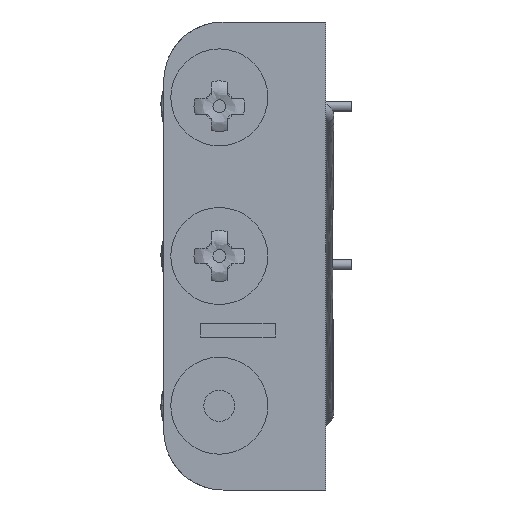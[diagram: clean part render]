
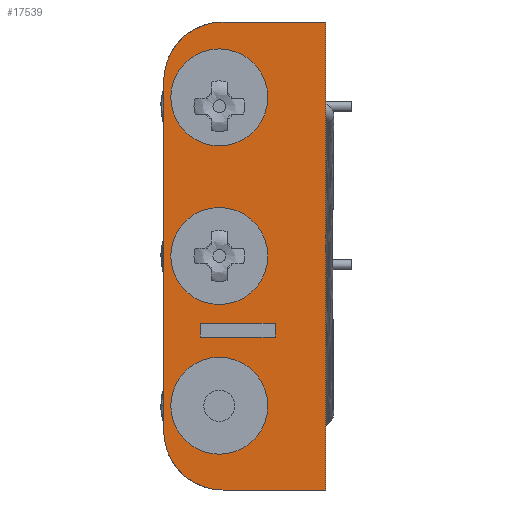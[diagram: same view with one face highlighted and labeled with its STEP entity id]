
A CAD part, left-side view. The second image highlights one B-rep face of the part: STEP entity #17539.
In plain terms, the highlighted planar face has unit normal (-1, 0, 0).
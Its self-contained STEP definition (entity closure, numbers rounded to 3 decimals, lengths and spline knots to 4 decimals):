
#779=FACE_BOUND('',#1875,.T.);
#780=FACE_BOUND('',#1876,.T.);
#781=FACE_BOUND('',#1877,.T.);
#782=FACE_BOUND('',#1878,.T.);
#865=FACE_OUTER_BOUND('',#1874,.T.);
#1874=EDGE_LOOP('',(#11786,#11787,#11788,#11789,#11790,#11791));
#1875=EDGE_LOOP('',(#11792));
#1876=EDGE_LOOP('',(#11793));
#1877=EDGE_LOOP('',(#11794));
#1878=EDGE_LOOP('',(#11795,#11796,#11797,#11798));
#2830=CIRCLE('',#18537,0.1875);
#2832=CIRCLE('',#18543,0.1875);
#2846=CIRCLE('',#18567,0.153);
#2847=CIRCLE('',#18568,0.153);
#2848=CIRCLE('',#18569,0.153);
#3590=LINE('',#26698,#5444);
#3597=LINE('',#26709,#5451);
#3612=LINE('',#26737,#5466);
#3617=LINE('',#26746,#5471);
#3636=LINE('',#26806,#5490);
#3637=LINE('',#26808,#5491);
#3638=LINE('',#26810,#5492);
#3639=LINE('',#26811,#5493);
#5444=VECTOR('',#20204,39.3701);
#5451=VECTOR('',#20213,39.3701);
#5466=VECTOR('',#20240,39.3701);
#5471=VECTOR('',#20249,39.3701);
#5490=VECTOR('',#20296,39.3701);
#5491=VECTOR('',#20297,39.3701);
#5492=VECTOR('',#20298,39.3701);
#5493=VECTOR('',#20299,39.3701);
#7422=VERTEX_POINT('',#26669);
#7423=VERTEX_POINT('',#26671);
#7426=VERTEX_POINT('',#26685);
#7427=VERTEX_POINT('',#26687);
#7429=VERTEX_POINT('',#26697);
#7432=VERTEX_POINT('',#26707);
#7464=VERTEX_POINT('',#26798);
#7465=VERTEX_POINT('',#26800);
#7466=VERTEX_POINT('',#26802);
#7467=VERTEX_POINT('',#26804);
#7468=VERTEX_POINT('',#26805);
#7469=VERTEX_POINT('',#26807);
#7470=VERTEX_POINT('',#26809);
#9112=EDGE_CURVE('',#7422,#7423,#2830,.T.);
#9120=EDGE_CURVE('',#7426,#7427,#2832,.T.);
#9126=EDGE_CURVE('',#7427,#7429,#3590,.T.);
#9133=EDGE_CURVE('',#7432,#7422,#3597,.T.);
#9151=EDGE_CURVE('',#7423,#7426,#3612,.T.);
#9156=EDGE_CURVE('',#7429,#7432,#3617,.T.);
#9184=EDGE_CURVE('',#7464,#7464,#2846,.T.);
#9185=EDGE_CURVE('',#7465,#7465,#2847,.T.);
#9186=EDGE_CURVE('',#7466,#7466,#2848,.T.);
#9187=EDGE_CURVE('',#7467,#7468,#3636,.T.);
#9188=EDGE_CURVE('',#7469,#7467,#3637,.T.);
#9189=EDGE_CURVE('',#7470,#7469,#3638,.T.);
#9190=EDGE_CURVE('',#7468,#7470,#3639,.T.);
#11786=ORIENTED_EDGE('',*,*,#9112,.F.);
#11787=ORIENTED_EDGE('',*,*,#9133,.F.);
#11788=ORIENTED_EDGE('',*,*,#9156,.F.);
#11789=ORIENTED_EDGE('',*,*,#9126,.F.);
#11790=ORIENTED_EDGE('',*,*,#9120,.F.);
#11791=ORIENTED_EDGE('',*,*,#9151,.F.);
#11792=ORIENTED_EDGE('',*,*,#9184,.F.);
#11793=ORIENTED_EDGE('',*,*,#9185,.F.);
#11794=ORIENTED_EDGE('',*,*,#9186,.F.);
#11795=ORIENTED_EDGE('',*,*,#9187,.F.);
#11796=ORIENTED_EDGE('',*,*,#9188,.F.);
#11797=ORIENTED_EDGE('',*,*,#9189,.F.);
#11798=ORIENTED_EDGE('',*,*,#9190,.F.);
#15907=PLANE('',#18566);
#17539=ADVANCED_FACE('',(#865,#779,#780,#781,#782),#15907,.F.);
#18537=AXIS2_PLACEMENT_3D('',#26672,#20174,#20175);
#18543=AXIS2_PLACEMENT_3D('',#26688,#20192,#20193);
#18566=AXIS2_PLACEMENT_3D('',#26797,#20288,#20289);
#18567=AXIS2_PLACEMENT_3D('',#26799,#20290,#20291);
#18568=AXIS2_PLACEMENT_3D('',#26801,#20292,#20293);
#18569=AXIS2_PLACEMENT_3D('',#26803,#20294,#20295);
#20174=DIRECTION('center_axis',(1.,0.,0.));
#20175=DIRECTION('ref_axis',(0.,0.,-1.));
#20192=DIRECTION('center_axis',(1.,0.,0.));
#20193=DIRECTION('ref_axis',(0.,0.,1.));
#20204=DIRECTION('',(0.,-1.,0.));
#20213=DIRECTION('',(0.,1.,0.));
#20240=DIRECTION('',(0.,0.,1.));
#20249=DIRECTION('',(0.,0.,-1.));
#20288=DIRECTION('center_axis',(1.,0.,0.));
#20289=DIRECTION('ref_axis',(0.,0.,-1.));
#20290=DIRECTION('center_axis',(-1.,0.,0.));
#20291=DIRECTION('ref_axis',(0.,0.,1.));
#20292=DIRECTION('center_axis',(-1.,0.,0.));
#20293=DIRECTION('ref_axis',(0.,0.,1.));
#20294=DIRECTION('center_axis',(-1.,0.,0.));
#20295=DIRECTION('ref_axis',(0.,0.,1.));
#20296=DIRECTION('',(0.,0.,1.));
#20297=DIRECTION('',(0.,-1.,0.));
#20298=DIRECTION('',(0.,0.,-1.));
#20299=DIRECTION('',(0.,1.,0.));
#26669=CARTESIAN_POINT('',(-0.7048,-0.0868,-0.8076));
#26671=CARTESIAN_POINT('',(-0.7048,0.1007,-0.6201));
#26672=CARTESIAN_POINT('Origin',(-0.7048,-0.0868,
-0.6201));
#26685=CARTESIAN_POINT('',(-0.7048,0.1007,0.4813));
#26687=CARTESIAN_POINT('',(-0.7048,-0.0868,0.6688));
#26688=CARTESIAN_POINT('Origin',(-0.7048,-0.0868,
0.4813));
#26697=CARTESIAN_POINT('',(-0.7048,-0.4111,0.6688));
#26698=CARTESIAN_POINT('',(-0.7048,-0.4111,0.6688));
#26707=CARTESIAN_POINT('',(-0.7048,-0.4111,-0.8076));
#26709=CARTESIAN_POINT('',(-0.7048,-0.4111,-0.8076));
#26737=CARTESIAN_POINT('',(-0.7048,0.1007,-0.6201));
#26746=CARTESIAN_POINT('',(-0.7048,-0.4111,0.6688));
#26797=CARTESIAN_POINT('Origin',(-0.7048,-0.0868,
-0.6201));
#26798=CARTESIAN_POINT('',(-0.7048,-0.0751,-0.6948));
#26799=CARTESIAN_POINT('Origin',(-0.7048,-0.0751,
-0.5418));
#26800=CARTESIAN_POINT('',(-0.7048,-0.0751,-0.2224));
#26801=CARTESIAN_POINT('Origin',(-0.7048,-0.0751,
-0.0694));
#26802=CARTESIAN_POINT('',(-0.7048,-0.0751,0.2779));
#26803=CARTESIAN_POINT('Origin',(-0.7048,-0.0751,
0.4309));
#26804=CARTESIAN_POINT('',(-0.7048,-0.2513,-0.3252));
#26805=CARTESIAN_POINT('',(-0.7048,-0.2513,-0.2811));
#26806=CARTESIAN_POINT('',(-0.7048,-0.2513,-0.2811));
#26807=CARTESIAN_POINT('',(-0.7048,-0.015,-0.3252));
#26808=CARTESIAN_POINT('',(-0.7048,-0.015,-0.3252));
#26809=CARTESIAN_POINT('',(-0.7048,-0.015,-0.2811));
#26810=CARTESIAN_POINT('',(-0.7048,-0.015,-0.3252));
#26811=CARTESIAN_POINT('',(-0.7048,-0.015,-0.2811));
